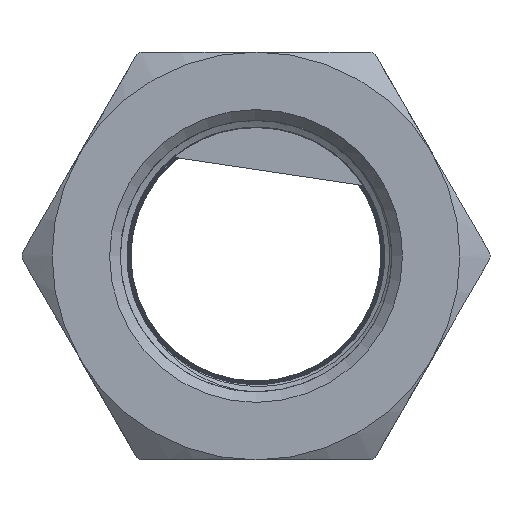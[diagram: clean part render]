
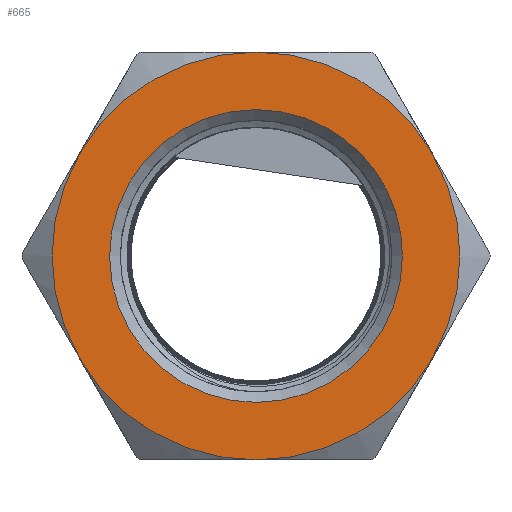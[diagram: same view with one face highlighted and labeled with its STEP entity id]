
A CAD part, left-side view. The second image highlights one B-rep face of the part: STEP entity #665.
In plain terms, the highlighted planar face has unit normal (-1, 0, 0).
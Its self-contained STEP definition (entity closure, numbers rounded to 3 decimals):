
#47=PLANE('',#736);
#142=FACE_BOUND('',#229,.T.);
#183=FACE_OUTER_BOUND('',#228,.T.);
#228=EDGE_LOOP('',(#592,#593,#594,#595,#596,#597));
#229=EDGE_LOOP('',(#598));
#238=CIRCLE('',#680,16.943);
#246=CIRCLE('',#706,23.6);
#248=CIRCLE('',#709,23.6);
#251=CIRCLE('',#713,23.6);
#252=CIRCLE('',#715,23.6);
#255=CIRCLE('',#719,23.6);
#263=CIRCLE('',#734,23.6);
#267=VERTEX_POINT('',#905);
#295=VERTEX_POINT('',#6713);
#300=VERTEX_POINT('',#6728);
#305=VERTEX_POINT('',#6743);
#312=VERTEX_POINT('',#6762);
#315=VERTEX_POINT('',#6773);
#320=VERTEX_POINT('',#6788);
#327=EDGE_CURVE('',#267,#267,#238,.T.);
#401=EDGE_CURVE('',#312,#320,#246,.T.);
#403=EDGE_CURVE('',#305,#312,#248,.T.);
#406=EDGE_CURVE('',#320,#300,#251,.T.);
#407=EDGE_CURVE('',#300,#315,#252,.T.);
#410=EDGE_CURVE('',#315,#295,#255,.T.);
#418=EDGE_CURVE('',#295,#305,#263,.T.);
#592=ORIENTED_EDGE('',*,*,#418,.F.);
#593=ORIENTED_EDGE('',*,*,#410,.F.);
#594=ORIENTED_EDGE('',*,*,#407,.F.);
#595=ORIENTED_EDGE('',*,*,#406,.F.);
#596=ORIENTED_EDGE('',*,*,#401,.F.);
#597=ORIENTED_EDGE('',*,*,#403,.F.);
#598=ORIENTED_EDGE('',*,*,#327,.T.);
#665=ADVANCED_FACE('',(#183,#142),#47,.T.);
#680=AXIS2_PLACEMENT_3D('',#906,#748,#749);
#706=AXIS2_PLACEMENT_3D('',#6802,#829,#830);
#709=AXIS2_PLACEMENT_3D('',#6805,#835,#836);
#713=AXIS2_PLACEMENT_3D('',#6809,#843,#844);
#715=AXIS2_PLACEMENT_3D('',#6811,#847,#848);
#719=AXIS2_PLACEMENT_3D('',#6815,#855,#856);
#734=AXIS2_PLACEMENT_3D('',#6831,#885,#886);
#736=AXIS2_PLACEMENT_3D('',#6833,#889,#890);
#748=DIRECTION('center_axis',(1.,0.,0.));
#749=DIRECTION('ref_axis',(0.,1.,0.));
#829=DIRECTION('center_axis',(1.,0.,0.));
#830=DIRECTION('ref_axis',(0.,-1.,0.));
#835=DIRECTION('center_axis',(1.,0.,0.));
#836=DIRECTION('ref_axis',(0.,-1.,0.));
#843=DIRECTION('center_axis',(1.,0.,0.));
#844=DIRECTION('ref_axis',(0.,-1.,0.));
#847=DIRECTION('center_axis',(1.,0.,0.));
#848=DIRECTION('ref_axis',(0.,-1.,0.));
#855=DIRECTION('center_axis',(1.,0.,0.));
#856=DIRECTION('ref_axis',(0.,-1.,0.));
#885=DIRECTION('center_axis',(1.,0.,0.));
#886=DIRECTION('ref_axis',(0.,-1.,0.));
#889=DIRECTION('center_axis',(-1.,0.,0.));
#890=DIRECTION('ref_axis',(0.,0.,1.));
#905=CARTESIAN_POINT('',(-31.,-16.943,0.));
#906=CARTESIAN_POINT('Origin',(-31.,0.,0.));
#6713=CARTESIAN_POINT('',(-31.,20.438,-11.8));
#6728=CARTESIAN_POINT('',(-31.,-20.438,-11.8));
#6743=CARTESIAN_POINT('',(-31.,20.438,11.8));
#6762=CARTESIAN_POINT('',(-31.,0.,23.6));
#6773=CARTESIAN_POINT('',(-31.,0.,-23.6));
#6788=CARTESIAN_POINT('',(-31.,-20.438,11.8));
#6802=CARTESIAN_POINT('Origin',(-31.,0.,0.));
#6805=CARTESIAN_POINT('Origin',(-31.,0.,0.));
#6809=CARTESIAN_POINT('Origin',(-31.,0.,0.));
#6811=CARTESIAN_POINT('Origin',(-31.,0.,0.));
#6815=CARTESIAN_POINT('Origin',(-31.,0.,0.));
#6831=CARTESIAN_POINT('Origin',(-31.,0.,0.));
#6833=CARTESIAN_POINT('Origin',(-31.,27.075,0.));
